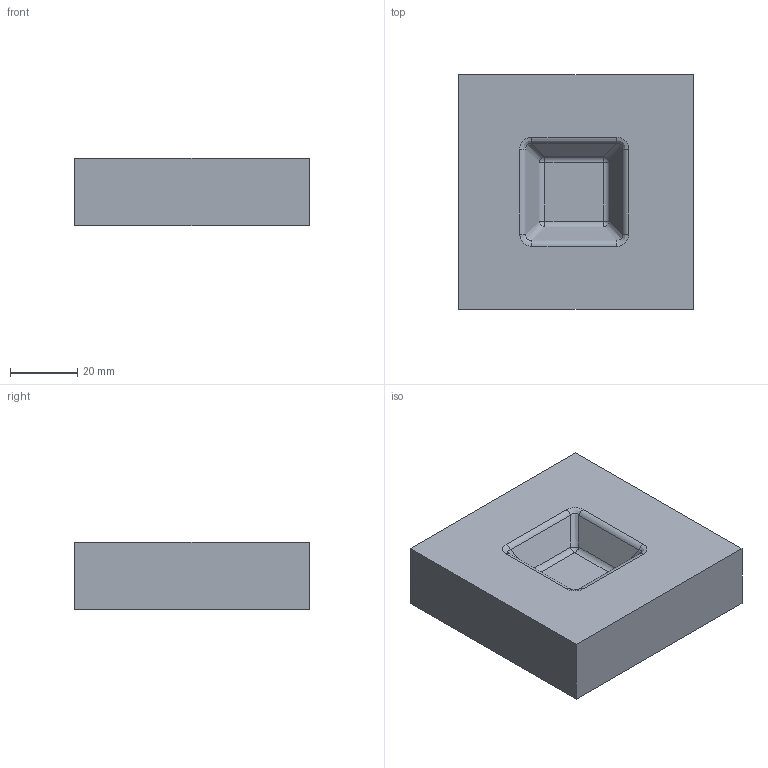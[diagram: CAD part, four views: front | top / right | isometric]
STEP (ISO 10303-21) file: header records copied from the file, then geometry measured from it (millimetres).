
FILE_DESCRIPTION(('FreeCAD Model'),'2;1');
FILE_NAME('FemaleDie.step','2020-08-10T17:03:35',('Author'),( ''),'Open CASCADE STEP processor 7.3','FreeCAD','Unknown');
FILE_SCHEMA(('AUTOMOTIVE_DESIGN { 1 0 10303 214 1 1 1 1 }'));
Length unit declared in the file: millimetre
Products named in the file (1): Body
Bounding box: 70 x 70 x 20 mm (x, y, z)
Volume: 91682.3 mm3; surface area: 15943.7 mm2
Topology: 1 solids, 1 shells, 31 faces, 68 edges, 36 vertices
Faces by surface type: bspline 20, plane 7, sphere 4
Entity records: 2380 total; most frequent: CARTESIAN_POINT 1285, DIRECTION 132, ORIENTED_EDGE 128, PCURVE 128, DEFINITIONAL_REPRESENTATION 128, LINE 84, VECTOR 84, B_SPLINE_CURVE_WITH_KNOTS 76
